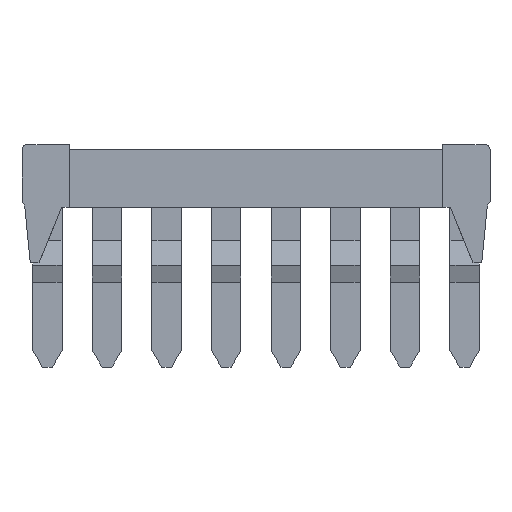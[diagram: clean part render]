
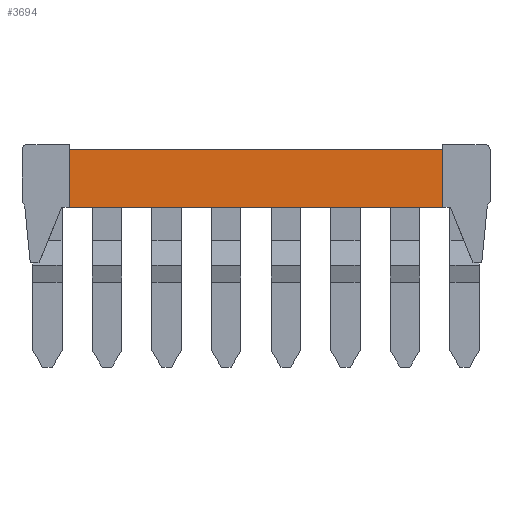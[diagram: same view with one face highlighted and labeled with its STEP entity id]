
A CAD part, top view. The second image highlights one B-rep face of the part: STEP entity #3694.
In plain terms, the highlighted planar face has unit normal (0, 0, 1).
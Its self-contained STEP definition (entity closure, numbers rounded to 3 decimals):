
#113=DIRECTION('',(0.,-1.,0.));
#114=VECTOR('',#113,5.9);
#115=CARTESIAN_POINT('',(2.25,3.65,1.4));
#116=LINE('',#115,#114);
#133=DIRECTION('',(-1.,0.,0.));
#134=VECTOR('',#133,38.2);
#135=CARTESIAN_POINT('',(40.45,3.65,1.4));
#136=LINE('',#135,#134);
#281=DIRECTION('',(-1.,0.,0.));
#282=VECTOR('',#281,38.2);
#283=CARTESIAN_POINT('',(40.45,-2.25,1.4));
#284=LINE('',#283,#282);
#1263=DIRECTION('',(0.,-1.,0.));
#1264=VECTOR('',#1263,5.9);
#1265=CARTESIAN_POINT('',(40.45,3.65,1.4));
#1266=LINE('',#1265,#1264);
#1584=CARTESIAN_POINT('',(40.45,-2.25,1.4));
#1586=VERTEX_POINT('',#1584);
#1587=CARTESIAN_POINT('',(2.25,-2.25,1.4));
#1588=VERTEX_POINT('',#1587);
#1595=CARTESIAN_POINT('',(40.45,3.65,1.4));
#1596=CARTESIAN_POINT('',(2.25,3.65,1.4));
#1597=VERTEX_POINT('',#1595);
#1598=VERTEX_POINT('',#1596);
#3683=CARTESIAN_POINT('',(40.45,4.15,1.4));
#3684=DIRECTION('',(0.,0.,-1.));
#3685=DIRECTION('',(-1.,0.,0.));
#3686=AXIS2_PLACEMENT_3D('',#3683,#3684,#3685);
#3687=PLANE('',#3686);
#3688=ORIENTED_EDGE('',*,*,#2133,.T.);
#3689=ORIENTED_EDGE('',*,*,#2058,.F.);
#3690=ORIENTED_EDGE('',*,*,#2083,.F.);
#3691=ORIENTED_EDGE('',*,*,#3672,.T.);
#3692=EDGE_LOOP('',(#3688,#3689,#3690,#3691));
#3693=FACE_OUTER_BOUND('',#3692,.F.);
#3694=ADVANCED_FACE('',(#3693),#3687,.F.);
#2058=EDGE_CURVE('',#1598,#1588,#116,.T.);
#2083=EDGE_CURVE('',#1597,#1598,#136,.T.);
#2133=EDGE_CURVE('',#1586,#1588,#284,.T.);
#3672=EDGE_CURVE('',#1597,#1586,#1266,.T.);
